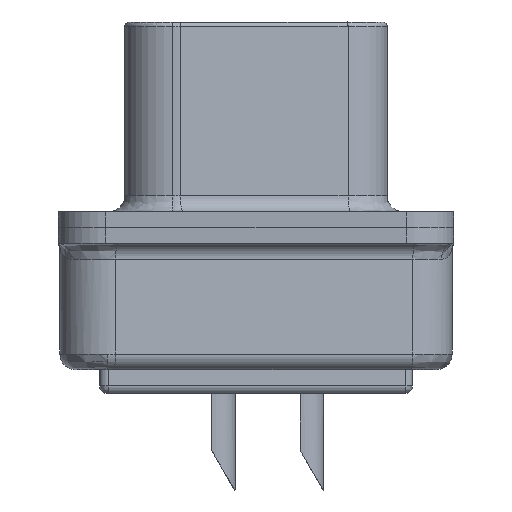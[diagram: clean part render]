
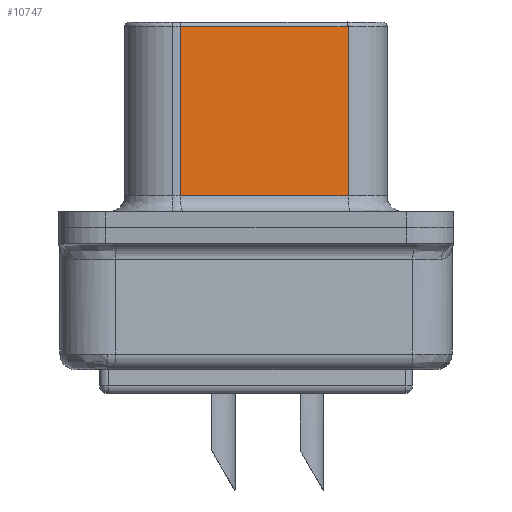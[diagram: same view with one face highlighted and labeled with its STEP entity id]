
A CAD part, left-side view. The second image highlights one B-rep face of the part: STEP entity #10747.
In plain terms, the highlighted planar face has unit normal (-0.985, -0.174, 0).
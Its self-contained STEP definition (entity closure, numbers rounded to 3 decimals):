
#546 = AXIS2_PLACEMENT_3D ( 'NONE', #1186, #4494, #10307 ) ;
#630 = EDGE_CURVE ( 'NONE', #6383, #2385, #8080, .T. ) ;
#1086 = DIRECTION ( 'NONE',  ( 0., 0., -1. ) ) ;
#1186 = CARTESIAN_POINT ( 'NONE',  ( 8.145, 3.34, 1. ) ) ;
#1200 = CARTESIAN_POINT ( 'NONE',  ( 7.21, 8.64, 3.675 ) ) ;
#1343 = DIRECTION ( 'NONE',  ( 0., 0., -1. ) ) ;
#1526 = EDGE_CURVE ( 'NONE', #5323, #2385, #4436, .T. ) ;
#1828 = VECTOR ( 'NONE', #4610, 1000. ) ;
#2019 = CARTESIAN_POINT ( 'NONE',  ( 8.145, 3.34, 3.675 ) ) ;
#2385 = VERTEX_POINT ( 'NONE', #9646 ) ;
#2847 = PLANE ( 'NONE',  #546 ) ;
#3661 = VECTOR ( 'NONE', #4132, 1000. ) ;
#3785 = CARTESIAN_POINT ( 'NONE',  ( 7.678, 5.99, 6.35 ) ) ;
#4132 = DIRECTION ( 'NONE',  ( -0.174, 0.985, 0. ) ) ;
#4162 = CARTESIAN_POINT ( 'NONE',  ( 7.678, 5.99, 1. ) ) ;
#4230 = ORIENTED_EDGE ( 'NONE', *, *, #1526, .T. ) ;
#4300 = EDGE_LOOP ( 'NONE', ( #7753, #6695, #4745, #4230 ) ) ;
#4393 = EDGE_CURVE ( 'NONE', #6827, #6383, #4662, .T. ) ;
#4436 = LINE ( 'NONE', #1200, #6410 ) ;
#4494 = DIRECTION ( 'NONE',  ( 0.985, 0.174, 0. ) ) ;
#4610 = DIRECTION ( 'NONE',  ( 0.174, -0.985, 0. ) ) ;
#4662 = LINE ( 'NONE', #2019, #7662 ) ;
#4706 = CARTESIAN_POINT ( 'NONE',  ( 8.145, 3.34, 1. ) ) ;
#4745 = ORIENTED_EDGE ( 'NONE', *, *, #9746, .F. ) ;
#5323 = VERTEX_POINT ( 'NONE', #9293 ) ;
#6383 = VERTEX_POINT ( 'NONE', #4706 ) ;
#6410 = VECTOR ( 'NONE', #1343, 1000. ) ;
#6695 = ORIENTED_EDGE ( 'NONE', *, *, #4393, .F. ) ;
#6827 = VERTEX_POINT ( 'NONE', #9831 ) ;
#7662 = VECTOR ( 'NONE', #1086, 1000. ) ;
#7753 = ORIENTED_EDGE ( 'NONE', *, *, #630, .F. ) ;
#8080 = LINE ( 'NONE', #4162, #3661 ) ;
#8356 = FACE_OUTER_BOUND ( 'NONE', #4300, .T. ) ;
#8438 = LINE ( 'NONE', #3785, #1828 ) ;
#9293 = CARTESIAN_POINT ( 'NONE',  ( 7.21, 8.64, 6.35 ) ) ;
#9646 = CARTESIAN_POINT ( 'NONE',  ( 7.21, 8.64, 1. ) ) ;
#9746 = EDGE_CURVE ( 'NONE', #5323, #6827, #8438, .T. ) ;
#9831 = CARTESIAN_POINT ( 'NONE',  ( 8.145, 3.34, 6.35 ) ) ;
#10307 = DIRECTION ( 'NONE',  ( -0.174, 0.985, 0. ) ) ;
#10747 = ADVANCED_FACE ( 'NONE', ( #8356 ), #2847, .F. ) ;
